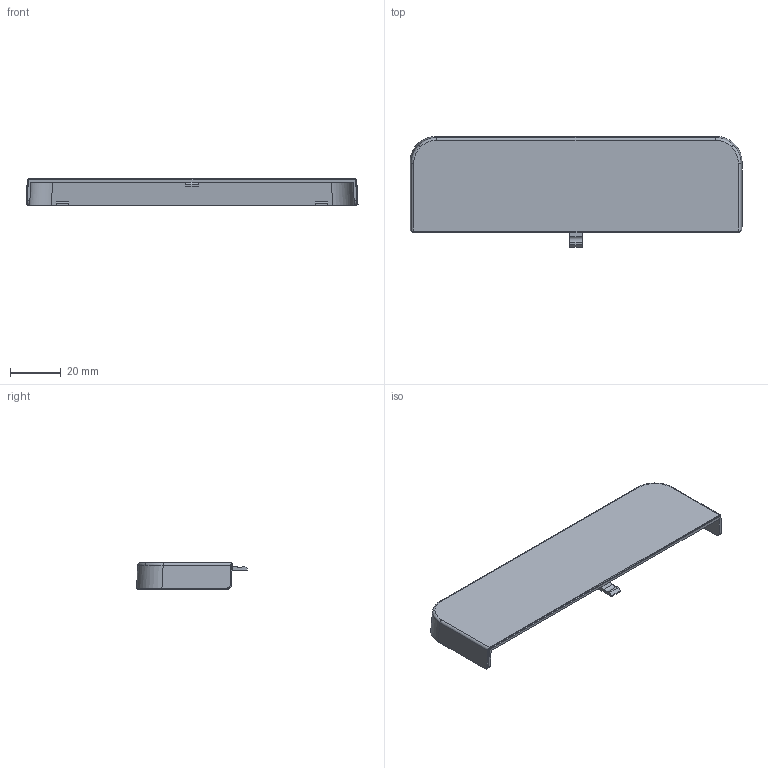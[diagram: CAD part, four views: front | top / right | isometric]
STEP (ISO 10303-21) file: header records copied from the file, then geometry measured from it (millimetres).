
FILE_DESCRIPTION (( 'STEP AP214' ), '1' );
FILE_NAME ('13766-4002-R5_Sensor_Cover.STEP', '2014-05-05T16:58:54', ( '' ), ( '' ), 'SwSTEP 2.0', 'SolidWorks 2013', '' );
FILE_SCHEMA (( 'AUTOMOTIVE_DESIGN' ));
Length unit declared in the file: millimetre
Products named in the file (1): 13766-4002-R5_Sensor_Cover
Bounding box: 130.62 x 43.64 x 10.5 mm (x, y, z)
Volume: 9513.6 mm3; surface area: 13660.3 mm2
Topology: 1 solids, 1 shells, 66 faces, 170 edges, 106 vertices
Faces by surface type: plane 40, bspline 16, cylinder 10
Entity records: 2762 total; most frequent: CARTESIAN_POINT 1279, ORIENTED_EDGE 340, DIRECTION 240, EDGE_CURVE 170, LINE 122, VECTOR 122, VERTEX_POINT 106, FACE_OUTER_BOUND 66
